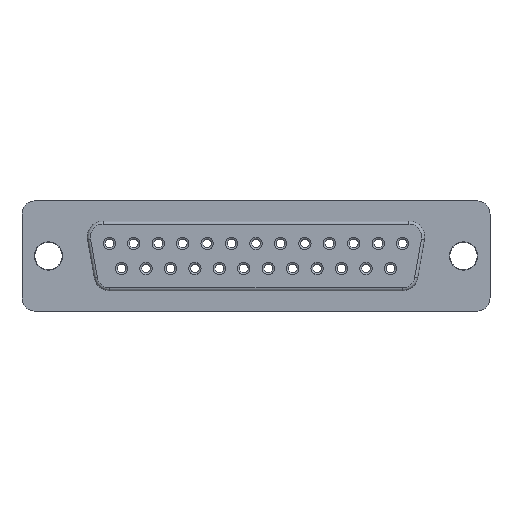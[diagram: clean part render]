
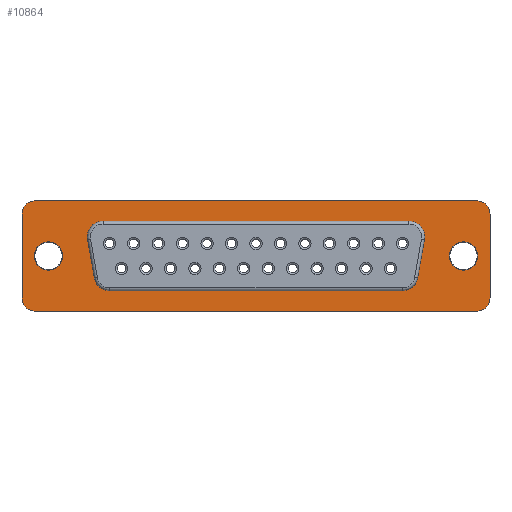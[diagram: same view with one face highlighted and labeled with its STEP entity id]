
A CAD part, front view. The second image highlights one B-rep face of the part: STEP entity #10864.
In plain terms, the highlighted planar face has unit normal (0, -1, 0).
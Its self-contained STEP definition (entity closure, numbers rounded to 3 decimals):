
#1299=LINE('',#26041,#1853);
#1300=LINE('',#26046,#1854);
#1301=LINE('',#26050,#1855);
#1302=LINE('',#26054,#1856);
#1303=LINE('',#26060,#1857);
#1304=LINE('',#26064,#1858);
#1305=LINE('',#26068,#1859);
#1306=LINE('',#26072,#1860);
#1853=VECTOR('',#15000,1000.);
#1854=VECTOR('',#15003,1000.);
#1855=VECTOR('',#15006,1000.);
#1856=VECTOR('',#15009,1000.);
#1857=VECTOR('',#15014,1000.);
#1858=VECTOR('',#15017,1000.);
#1859=VECTOR('',#15020,1000.);
#1860=VECTOR('',#15023,1000.);
#4693=ORIENTED_EDGE('',*,*,#6287,.T.);
#4694=ORIENTED_EDGE('',*,*,#6288,.T.);
#4695=ORIENTED_EDGE('',*,*,#6289,.T.);
#4696=ORIENTED_EDGE('',*,*,#6290,.T.);
#4697=ORIENTED_EDGE('',*,*,#6291,.T.);
#4698=ORIENTED_EDGE('',*,*,#6292,.T.);
#4699=ORIENTED_EDGE('',*,*,#6293,.T.);
#4700=ORIENTED_EDGE('',*,*,#6294,.T.);
#4701=ORIENTED_EDGE('',*,*,#6295,.T.);
#4702=ORIENTED_EDGE('',*,*,#6296,.F.);
#4703=ORIENTED_EDGE('',*,*,#6297,.F.);
#4704=ORIENTED_EDGE('',*,*,#6298,.F.);
#4705=ORIENTED_EDGE('',*,*,#6299,.F.);
#4706=ORIENTED_EDGE('',*,*,#6300,.F.);
#4707=ORIENTED_EDGE('',*,*,#6301,.F.);
#4708=ORIENTED_EDGE('',*,*,#6302,.F.);
#4709=ORIENTED_EDGE('',*,*,#6303,.F.);
#4710=ORIENTED_EDGE('',*,*,#6304,.T.);
#6287=EDGE_CURVE('',#7345,#7345,#7931,.T.);
#6288=EDGE_CURVE('',#7346,#7347,#1299,.T.);
#6289=EDGE_CURVE('',#7347,#7348,#7932,.T.);
#6290=EDGE_CURVE('',#7348,#7349,#1300,.T.);
#6291=EDGE_CURVE('',#7349,#7350,#7933,.T.);
#6292=EDGE_CURVE('',#7350,#7351,#1301,.T.);
#6293=EDGE_CURVE('',#7351,#7352,#7934,.T.);
#6294=EDGE_CURVE('',#7352,#7353,#1302,.T.);
#6295=EDGE_CURVE('',#7353,#7346,#7935,.T.);
#6296=EDGE_CURVE('',#7354,#7355,#7936,.T.);
#6297=EDGE_CURVE('',#7356,#7354,#1303,.T.);
#6298=EDGE_CURVE('',#7357,#7356,#7937,.T.);
#6299=EDGE_CURVE('',#7358,#7357,#1304,.T.);
#6300=EDGE_CURVE('',#7359,#7358,#7938,.T.);
#6301=EDGE_CURVE('',#7360,#7359,#1305,.T.);
#6302=EDGE_CURVE('',#7361,#7360,#7939,.T.);
#6303=EDGE_CURVE('',#7355,#7361,#1306,.T.);
#6304=EDGE_CURVE('',#7362,#7362,#7940,.T.);
#7345=VERTEX_POINT('',#26040);
#7346=VERTEX_POINT('',#26042);
#7347=VERTEX_POINT('',#26043);
#7348=VERTEX_POINT('',#26045);
#7349=VERTEX_POINT('',#26047);
#7350=VERTEX_POINT('',#26049);
#7351=VERTEX_POINT('',#26051);
#7352=VERTEX_POINT('',#26053);
#7353=VERTEX_POINT('',#26055);
#7354=VERTEX_POINT('',#26058);
#7355=VERTEX_POINT('',#26059);
#7356=VERTEX_POINT('',#26061);
#7357=VERTEX_POINT('',#26063);
#7358=VERTEX_POINT('',#26065);
#7359=VERTEX_POINT('',#26067);
#7360=VERTEX_POINT('',#26069);
#7361=VERTEX_POINT('',#26071);
#7362=VERTEX_POINT('',#26074);
#7931=CIRCLE('',#12106,1.6);
#7932=CIRCLE('',#12107,1.78);
#7933=CIRCLE('',#12108,1.78);
#7934=CIRCLE('',#12109,1.78);
#7935=CIRCLE('',#12110,1.78);
#7936=CIRCLE('',#12111,1.5);
#7937=CIRCLE('',#12112,1.5);
#7938=CIRCLE('',#12113,1.5);
#7939=CIRCLE('',#12114,1.5);
#7940=CIRCLE('',#12115,1.6);
#8909=EDGE_LOOP('',(#4693));
#8910=EDGE_LOOP('',(#4694,#4695,#4696,#4697,#4698,#4699,#4700,#4701));
#8911=EDGE_LOOP('',(#4702,#4703,#4704,#4705,#4706,#4707,#4708,#4709));
#8912=EDGE_LOOP('',(#4710));
#9891=FACE_BOUND('',#8909,.T.);
#9892=FACE_BOUND('',#8910,.T.);
#9893=FACE_BOUND('',#8911,.T.);
#9894=FACE_BOUND('',#8912,.T.);
#10217=PLANE('',#12105);
#10864=ADVANCED_FACE('',(#9891,#9892,#9893,#9894),#10217,.F.);
#12105=AXIS2_PLACEMENT_3D('',#26038,#14996,#14997);
#12106=AXIS2_PLACEMENT_3D('',#26039,#14998,#14999);
#12107=AXIS2_PLACEMENT_3D('',#26044,#15001,#15002);
#12108=AXIS2_PLACEMENT_3D('',#26048,#15004,#15005);
#12109=AXIS2_PLACEMENT_3D('',#26052,#15007,#15008);
#12110=AXIS2_PLACEMENT_3D('',#26056,#15010,#15011);
#12111=AXIS2_PLACEMENT_3D('',#26057,#15012,#15013);
#12112=AXIS2_PLACEMENT_3D('',#26062,#15015,#15016);
#12113=AXIS2_PLACEMENT_3D('',#26066,#15018,#15019);
#12114=AXIS2_PLACEMENT_3D('',#26070,#15021,#15022);
#12115=AXIS2_PLACEMENT_3D('',#26073,#15024,#15025);
#14996=DIRECTION('',(0.,1.,0.));
#14997=DIRECTION('',(0.,0.,1.));
#14998=DIRECTION('',(0.,1.,0.));
#14999=DIRECTION('',(1.,0.,0.));
#15000=DIRECTION('',(-0.174,0.,0.985));
#15001=DIRECTION('',(0.,1.,0.));
#15002=DIRECTION('',(0.,0.,1.));
#15003=DIRECTION('',(1.,0.,0.));
#15004=DIRECTION('',(0.,1.,0.));
#15005=DIRECTION('',(0.,0.,1.));
#15006=DIRECTION('',(-0.174,0.,-0.985));
#15007=DIRECTION('',(0.,1.,0.));
#15008=DIRECTION('',(0.,0.,1.));
#15009=DIRECTION('',(-1.,0.,0.));
#15010=DIRECTION('',(0.,1.,0.));
#15011=DIRECTION('',(0.,0.,1.));
#15012=DIRECTION('',(0.,1.,0.));
#15013=DIRECTION('',(1.,0.,0.));
#15014=DIRECTION('',(0.,0.,1.));
#15015=DIRECTION('',(0.,1.,0.));
#15016=DIRECTION('',(1.,0.,0.));
#15017=DIRECTION('',(-1.,0.,0.));
#15018=DIRECTION('',(0.,1.,0.));
#15019=DIRECTION('',(1.,0.,0.));
#15020=DIRECTION('',(0.,0.,-1.));
#15021=DIRECTION('',(0.,1.,0.));
#15022=DIRECTION('',(-1.,0.,0.));
#15023=DIRECTION('',(1.,0.,0.));
#15024=DIRECTION('',(0.,1.,0.));
#15025=DIRECTION('',(1.,0.,0.));
#26038=CARTESIAN_POINT('',(-25.02,-0.35,4.75));
#26039=CARTESIAN_POINT('',(-23.52,-0.35,0.));
#26040=CARTESIAN_POINT('',(-21.92,-0.35,0.));
#26041=CARTESIAN_POINT('',(-19.761,-0.35,5.677));
#26042=CARTESIAN_POINT('',(-18.323,-0.35,-2.479));
#26043=CARTESIAN_POINT('',(-19.088,-0.35,1.861));
#26044=CARTESIAN_POINT('',(-17.335,-0.35,2.17));
#26045=CARTESIAN_POINT('',(-17.335,-0.35,3.95));
#26046=CARTESIAN_POINT('',(-25.02,-0.35,3.95));
#26047=CARTESIAN_POINT('',(17.335,-0.35,3.95));
#26048=CARTESIAN_POINT('',(17.335,-0.35,2.17));
#26049=CARTESIAN_POINT('',(19.088,-0.35,1.861));
#26050=CARTESIAN_POINT('',(18.252,-0.35,-2.88));
#26051=CARTESIAN_POINT('',(18.323,-0.35,-2.479));
#26052=CARTESIAN_POINT('',(16.57,-0.35,-2.17));
#26053=CARTESIAN_POINT('',(16.57,-0.35,-3.95));
#26054=CARTESIAN_POINT('',(-25.02,-0.35,-3.95));
#26055=CARTESIAN_POINT('',(-16.57,-0.35,-3.95));
#26056=CARTESIAN_POINT('',(-16.57,-0.35,-2.17));
#26057=CARTESIAN_POINT('',(-25.02,-0.35,4.75));
#26058=CARTESIAN_POINT('',(-26.52,-0.35,4.75));
#26059=CARTESIAN_POINT('',(-25.02,-0.35,6.25));
#26060=CARTESIAN_POINT('',(-26.52,-0.35,-4.75));
#26061=CARTESIAN_POINT('',(-26.52,-0.35,-4.75));
#26062=CARTESIAN_POINT('',(-25.02,-0.35,-4.75));
#26063=CARTESIAN_POINT('',(-25.02,-0.35,-6.25));
#26064=CARTESIAN_POINT('',(25.02,-0.35,-6.25));
#26065=CARTESIAN_POINT('',(25.02,-0.35,-6.25));
#26066=CARTESIAN_POINT('',(25.02,-0.35,-4.75));
#26067=CARTESIAN_POINT('',(26.52,-0.35,-4.75));
#26068=CARTESIAN_POINT('',(26.52,-0.35,4.75));
#26069=CARTESIAN_POINT('',(26.52,-0.35,4.75));
#26070=CARTESIAN_POINT('',(25.02,-0.35,4.75));
#26071=CARTESIAN_POINT('',(25.02,-0.35,6.25));
#26072=CARTESIAN_POINT('',(-25.02,-0.35,6.25));
#26073=CARTESIAN_POINT('',(23.52,-0.35,0.));
#26074=CARTESIAN_POINT('',(25.12,-0.35,0.));
